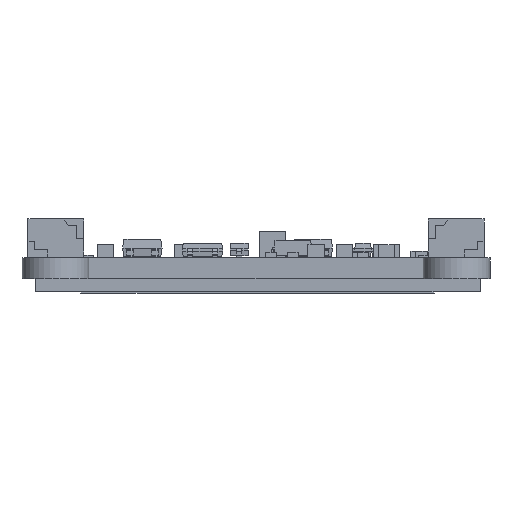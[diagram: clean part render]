
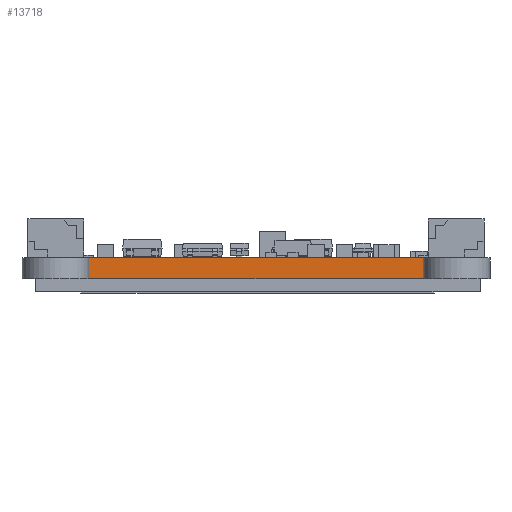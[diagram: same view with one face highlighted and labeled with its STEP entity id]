
A CAD part, front view. The second image highlights one B-rep face of the part: STEP entity #13718.
In plain terms, the highlighted planar face has unit normal (0, -1, 0).
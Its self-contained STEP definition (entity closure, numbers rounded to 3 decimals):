
#314=PLANE('',#14724);
#924=FACE_OUTER_BOUND('',#1636,.T.);
#1636=EDGE_LOOP('',(#9314,#9315,#9316,#9317));
#2476=LINE('',#19738,#4068);
#2477=LINE('',#19741,#4069);
#2478=LINE('',#19743,#4070);
#2479=LINE('',#19744,#4071);
#4068=VECTOR('',#16051,10.);
#4069=VECTOR('',#16054,10.);
#4070=VECTOR('',#16055,10.);
#4071=VECTOR('',#16056,10.);
#6030=VERTEX_POINT('',#19734);
#6031=VERTEX_POINT('',#19736);
#6032=VERTEX_POINT('',#19740);
#6033=VERTEX_POINT('',#19742);
#7338=EDGE_CURVE('',#6030,#6031,#2476,.T.);
#7339=EDGE_CURVE('',#6032,#6030,#2477,.T.);
#7340=EDGE_CURVE('',#6033,#6031,#2478,.T.);
#7341=EDGE_CURVE('',#6032,#6033,#2479,.T.);
#9314=ORIENTED_EDGE('',*,*,#7339,.T.);
#9315=ORIENTED_EDGE('',*,*,#7338,.T.);
#9316=ORIENTED_EDGE('',*,*,#7340,.F.);
#9317=ORIENTED_EDGE('',*,*,#7341,.F.);
#13718=ADVANCED_FACE('',(#924),#314,.T.);
#14724=AXIS2_PLACEMENT_3D('',#19739,#16052,#16053);
#16051=DIRECTION('',(0.,0.,1.));
#16052=DIRECTION('center_axis',(0.,-1.,0.));
#16053=DIRECTION('ref_axis',(1.,0.,0.));
#16054=DIRECTION('',(1.,0.,0.));
#16055=DIRECTION('',(1.,0.,0.));
#16056=DIRECTION('',(0.,0.,1.));
#19734=CARTESIAN_POINT('',(30.48,0.,0.));
#19736=CARTESIAN_POINT('',(30.48,0.,1.57));
#19738=CARTESIAN_POINT('',(30.48,0.,0.));
#19739=CARTESIAN_POINT('Origin',(5.08,0.,0.));
#19740=CARTESIAN_POINT('',(5.08,0.,0.));
#19741=CARTESIAN_POINT('',(5.08,0.,0.));
#19742=CARTESIAN_POINT('',(5.08,0.,1.57));
#19743=CARTESIAN_POINT('',(5.08,0.,1.57));
#19744=CARTESIAN_POINT('',(5.08,0.,0.));
